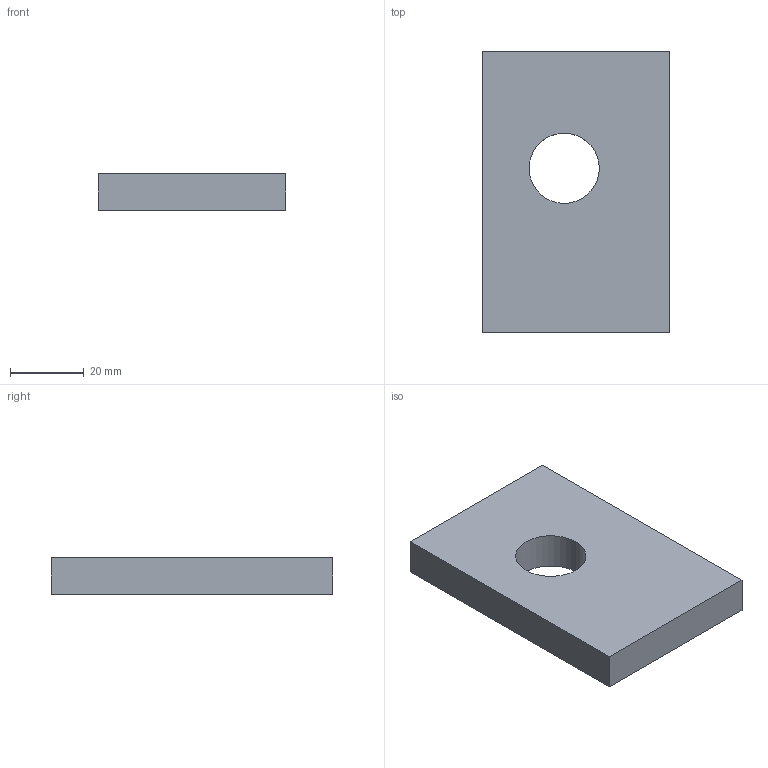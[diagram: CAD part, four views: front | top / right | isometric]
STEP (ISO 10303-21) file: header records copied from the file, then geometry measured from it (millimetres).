
FILE_DESCRIPTION(/* description */ ('PTC Creo STEP','CAx-IF Rec.Pracs.---Representation and Presentation of Product Manufacturing Information (PMI)---4.0---2014-10-13','CAx-IF Rec.Pracs.---Persistent IDs---1.00---2023-11-28'),'2;1');
FILE_NAME('CREO903_PLATE_W_HOLE_UUID_REV_0-0-C','2025-03-24T22:48:50+00:00',('rla3'),('','NIST manually updated each record containing V5_UUID_ATTRIBUTE to insert UUID_SET_ITEM in that record. No other modifications were made to the data set. The version of of 442 was updated to the AP 242 ed4 FDIS version (7).'),'CREO PARAMETRIC BY PTC INC, 2022414','CREO PARAMETRIC BY PTC INC, 2022414','');
FILE_SCHEMA(('AP242_MANAGED_MODEL_BASED_3D_ENGINEERING_MIM_LF { 1 0 10303 442 7 1 4 }'));
Length unit declared in the file: millimetre
Products named in the file (1): CREO903_PLATE_W_HOLE_UUID_REV_0-0-C
Bounding box: 50.8 x 76.2 x 10 mm (x, y, z)
Volume: 35874.3 mm3; surface area: 10311.8 mm2
Topology: 1 solids, 1 shells, 8 faces, 18 edges, 12 vertices
Faces by surface type: plane 6, cylinder 2
Entity records: 2574 total; most frequent: CARTESIAN_POINT 2021, DIRECTION 69, POLYLINE 69, V5_UUID_ATTRIBUTE 48, ORIENTED_EDGE 36, AXIS2_PLACEMENT_3D 27, EDGE_CURVE 18, VECTOR 15
